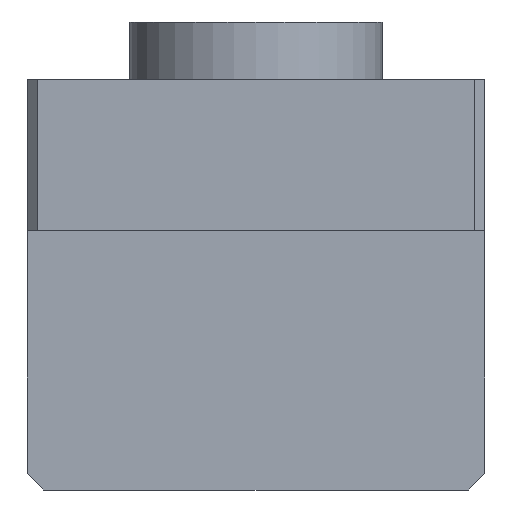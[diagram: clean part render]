
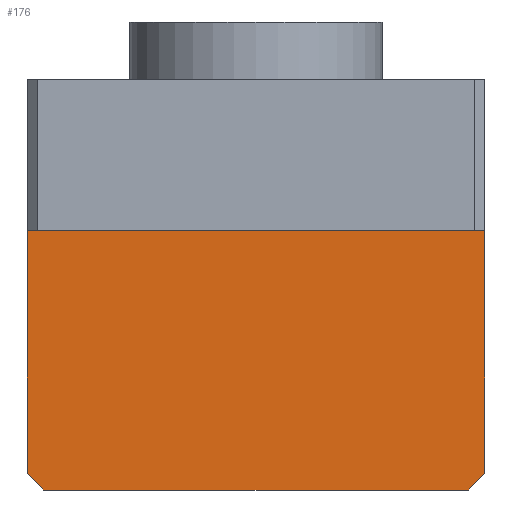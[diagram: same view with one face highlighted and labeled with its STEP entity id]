
A CAD part, left-side view. The second image highlights one B-rep face of the part: STEP entity #176.
In plain terms, the highlighted planar face has unit normal (-1, 0, 0).
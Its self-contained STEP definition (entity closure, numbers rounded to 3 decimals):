
#51=FACE_OUTER_BOUND('',#253,.T.);
#72=LINE('',#873,#122);
#80=LINE('',#891,#130);
#85=LINE('',#902,#135);
#88=LINE('',#907,#138);
#89=LINE('',#909,#139);
#90=LINE('',#910,#140);
#122=VECTOR('',#703,1.);
#130=VECTOR('',#713,1.);
#135=VECTOR('',#720,1.);
#138=VECTOR('',#725,1.);
#139=VECTOR('',#726,1.);
#140=VECTOR('',#727,1.);
#176=ADVANCED_FACE('',(#51),#210,.F.);
#210=PLANE('',#633);
#253=EDGE_LOOP('',(#316,#317,#318,#319,#320,#321));
#316=ORIENTED_EDGE('',*,*,#512,.T.);
#317=ORIENTED_EDGE('',*,*,#515,.T.);
#318=ORIENTED_EDGE('',*,*,#516,.F.);
#319=ORIENTED_EDGE('',*,*,#499,.T.);
#320=ORIENTED_EDGE('',*,*,#517,.F.);
#321=ORIENTED_EDGE('',*,*,#507,.T.);
#447=VERTEX_POINT('',#874);
#448=VERTEX_POINT('',#875);
#455=VERTEX_POINT('',#890);
#456=VERTEX_POINT('',#892);
#460=VERTEX_POINT('',#901);
#462=VERTEX_POINT('',#908);
#499=EDGE_CURVE('',#447,#448,#72,.T.);
#507=EDGE_CURVE('',#456,#455,#80,.T.);
#512=EDGE_CURVE('',#455,#460,#85,.T.);
#515=EDGE_CURVE('',#460,#462,#88,.T.);
#516=EDGE_CURVE('',#447,#462,#89,.T.);
#517=EDGE_CURVE('',#456,#448,#90,.T.);
#633=AXIS2_PLACEMENT_3D('',#911,#728,#729);
#703=DIRECTION('',(0.,-0.707,0.707));
#713=DIRECTION('',(0.,1.,0.));
#720=DIRECTION('',(0.,0.,-1.));
#725=DIRECTION('',(0.,-0.707,-0.707));
#726=DIRECTION('',(0.,1.,0.));
#727=DIRECTION('',(0.,0.,-1.));
#728=DIRECTION('',(1.,0.,0.));
#729=DIRECTION('',(0.,1.,0.));
#873=CARTESIAN_POINT('',(0.,-68.,-117.));
#874=CARTESIAN_POINT('',(0.,-63.,-122.));
#875=CARTESIAN_POINT('',(0.,-68.,-117.));
#890=CARTESIAN_POINT('',(0.,68.,-45.));
#891=CARTESIAN_POINT('',(0.,-68.,-45.));
#892=CARTESIAN_POINT('',(0.,-68.,-45.));
#901=CARTESIAN_POINT('',(0.,68.,-117.));
#902=CARTESIAN_POINT('',(0.,68.,-45.));
#907=CARTESIAN_POINT('',(0.,63.,-122.));
#908=CARTESIAN_POINT('',(0.,63.,-122.));
#909=CARTESIAN_POINT('',(0.,-68.,-122.));
#910=CARTESIAN_POINT('',(0.,-68.,-45.));
#911=CARTESIAN_POINT('',(0.,-68.,-45.));
